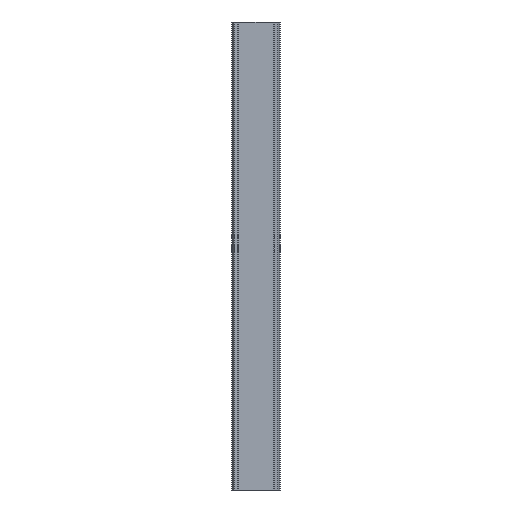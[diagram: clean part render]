
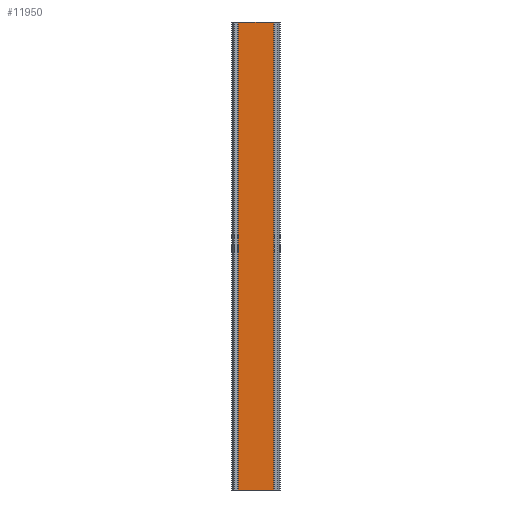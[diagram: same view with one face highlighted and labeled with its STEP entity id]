
A CAD part, front view. The second image highlights one B-rep face of the part: STEP entity #11950.
In plain terms, the highlighted planar face has unit normal (0, -1, 0).
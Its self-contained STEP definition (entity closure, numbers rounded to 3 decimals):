
#1700=CARTESIAN_POINT('',(-6.906,0.159,0.));
#1710=VERTEX_POINT('',#1700);
#1740=CARTESIAN_POINT('',(-6.906,0.159,0.));
#1750=DIRECTION('',(1.,0.,0.));
#1760=VECTOR('',#1750,1.);
#1770=LINE('',#1740,#1760);
#1780=CARTESIAN_POINT('',(1.294,0.159,0.));
#1790=VERTEX_POINT('',#1780);
#1800=EDGE_CURVE('',#1710,#1790,#1770,.T.);
#4860=CARTESIAN_POINT('',(-6.906,0.159,100.));
#4870=VERTEX_POINT('',#4860);
#4900=CARTESIAN_POINT('',(-6.906,0.159,0.));
#4910=DIRECTION('',(0.,0.,1.));
#4920=VECTOR('',#4910,1.);
#4930=LINE('',#4900,#4920);
#4940=EDGE_CURVE('',#1710,#4870,#4930,.T.);
#11100=CARTESIAN_POINT('',(1.294,0.159,100.));
#11110=VERTEX_POINT('',#11100);
#11140=CARTESIAN_POINT('',(-6.906,0.159,100.));
#11150=DIRECTION('',(1.,0.,0.));
#11160=VECTOR('',#11150,1.);
#11170=LINE('',#11140,#11160);
#11180=EDGE_CURVE('',#4870,#11110,#11170,.T.);
#11680=CARTESIAN_POINT('',(1.294,0.159,0.));
#11690=DIRECTION('',(0.,0.,1.));
#11700=VECTOR('',#11690,1.);
#11710=LINE('',#11680,#11700);
#11720=EDGE_CURVE('',#1790,#11110,#11710,.T.);
#11840=CARTESIAN_POINT('',(-2.806,0.159,0.));
#11850=DIRECTION('',(0.,1.,-0.));
#11860=DIRECTION('',(-1.,0.,0.));
#11870=AXIS2_PLACEMENT_3D('',#11840,#11850,#11860);
#11880=PLANE('',#11870);
#11890=ORIENTED_EDGE('',*,*,#1800,.T.);
#11900=ORIENTED_EDGE('',*,*,#4940,.F.);
#11910=ORIENTED_EDGE('',*,*,#11180,.F.);
#11920=ORIENTED_EDGE('',*,*,#11720,.T.);
#11930=EDGE_LOOP('',(#11920,#11910,#11900,#11890));
#11940=FACE_OUTER_BOUND('',#11930,.T.);
#11950=ADVANCED_FACE('',(#11940),#11880,.F.);
